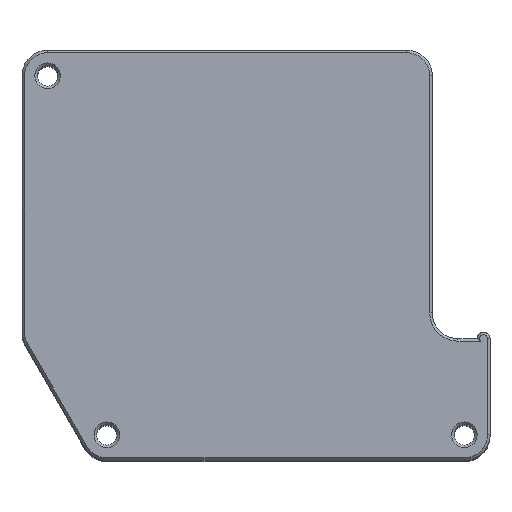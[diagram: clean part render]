
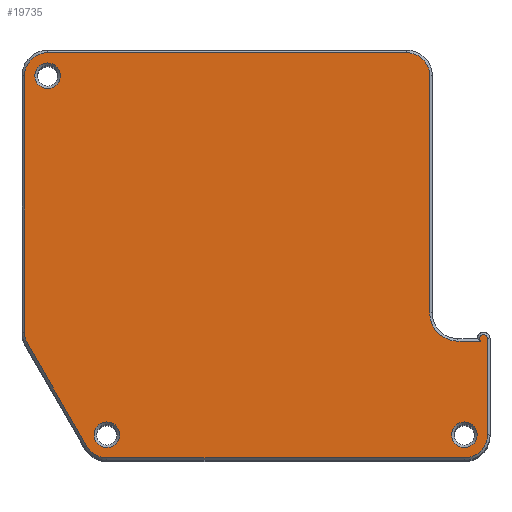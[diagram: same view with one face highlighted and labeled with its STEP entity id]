
A CAD part, top view. The second image highlights one B-rep face of the part: STEP entity #19735.
In plain terms, the highlighted planar face has unit normal (0, 0, 1).
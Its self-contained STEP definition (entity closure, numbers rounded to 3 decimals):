
#19009 = VERTEX_POINT('',#19010);
#19010 = CARTESIAN_POINT('',(30.6,-10.,5.));
#19016 = EDGE_CURVE('',#19009,#19017,#19019,.T.);
#19017 = VERTEX_POINT('',#19018);
#19018 = CARTESIAN_POINT('',(30.6,27.,5.));
#19019 = LINE('',#19020,#19021);
#19020 = CARTESIAN_POINT('',(30.6,-10.,5.));
#19021 = VECTOR('',#19022,1.);
#19022 = DIRECTION('',(0.,1.,0.));
#19601 = VERTEX_POINT('',#19602);
#19602 = CARTESIAN_POINT('',(35.,-14.4,5.));
#19608 = EDGE_CURVE('',#19601,#19009,#19609,.T.);
#19609 = CIRCLE('',#19610,4.4);
#19610 = AXIS2_PLACEMENT_3D('',#19611,#19612,#19613);
#19611 = CARTESIAN_POINT('',(35.,-10.,5.));
#19612 = DIRECTION('',(-0.,-0.,-1.));
#19613 = DIRECTION('',(0.,-1.,0.));
#19735 = ADVANCED_FACE('',(#19736,#19840,#19851,#19862),#19873,.T.);
#19736 = FACE_BOUND('',#19737,.T.);
#19737 = EDGE_LOOP('',(#19738,#19746,#19747,#19748,#19757,#19765,#19774,
    #19782,#19791,#19799,#19808,#19816,#19825,#19833));
#19738 = ORIENTED_EDGE('',*,*,#19739,.T.);
#19739 = EDGE_CURVE('',#19740,#19601,#19742,.T.);
#19740 = VERTEX_POINT('',#19741);
#19741 = CARTESIAN_POINT('',(38.553,-14.4,5.));
#19742 = LINE('',#19743,#19744);
#19743 = CARTESIAN_POINT('',(38.,-14.4,5.));
#19744 = VECTOR('',#19745,1.);
#19745 = DIRECTION('',(-1.,0.,0.));
#19746 = ORIENTED_EDGE('',*,*,#19608,.T.);
#19747 = ORIENTED_EDGE('',*,*,#19016,.T.);
#19748 = ORIENTED_EDGE('',*,*,#19749,.T.);
#19749 = EDGE_CURVE('',#19017,#19750,#19752,.T.);
#19750 = VERTEX_POINT('',#19751);
#19751 = CARTESIAN_POINT('',(27.,30.6,5.));
#19752 = CIRCLE('',#19753,3.6);
#19753 = AXIS2_PLACEMENT_3D('',#19754,#19755,#19756);
#19754 = CARTESIAN_POINT('',(27.,27.,5.));
#19755 = DIRECTION('',(0.,0.,1.));
#19756 = DIRECTION('',(1.,0.,-0.));
#19757 = ORIENTED_EDGE('',*,*,#19758,.T.);
#19758 = EDGE_CURVE('',#19750,#19759,#19761,.T.);
#19759 = VERTEX_POINT('',#19760);
#19760 = CARTESIAN_POINT('',(-29.,30.6,5.));
#19761 = LINE('',#19762,#19763);
#19762 = CARTESIAN_POINT('',(27.,30.6,5.));
#19763 = VECTOR('',#19764,1.);
#19764 = DIRECTION('',(-1.,0.,0.));
#19765 = ORIENTED_EDGE('',*,*,#19766,.T.);
#19766 = EDGE_CURVE('',#19759,#19767,#19769,.T.);
#19767 = VERTEX_POINT('',#19768);
#19768 = CARTESIAN_POINT('',(-32.6,27.,5.));
#19769 = CIRCLE('',#19770,3.6);
#19770 = AXIS2_PLACEMENT_3D('',#19771,#19772,#19773);
#19771 = CARTESIAN_POINT('',(-29.,27.,5.));
#19772 = DIRECTION('',(0.,-0.,1.));
#19773 = DIRECTION('',(0.,1.,0.));
#19774 = ORIENTED_EDGE('',*,*,#19775,.T.);
#19775 = EDGE_CURVE('',#19767,#19776,#19778,.T.);
#19776 = VERTEX_POINT('',#19777);
#19777 = CARTESIAN_POINT('',(-32.6,-13.,5.));
#19778 = LINE('',#19779,#19780);
#19779 = CARTESIAN_POINT('',(-32.6,27.,5.));
#19780 = VECTOR('',#19781,1.);
#19781 = DIRECTION('',(0.,-1.,0.));
#19782 = ORIENTED_EDGE('',*,*,#19783,.T.);
#19783 = EDGE_CURVE('',#19776,#19784,#19786,.T.);
#19784 = VERTEX_POINT('',#19785);
#19785 = CARTESIAN_POINT('',(-32.118,-14.8,5.));
#19786 = CIRCLE('',#19787,3.6);
#19787 = AXIS2_PLACEMENT_3D('',#19788,#19789,#19790);
#19788 = CARTESIAN_POINT('',(-29.,-13.,5.));
#19789 = DIRECTION('',(0.,0.,1.));
#19790 = DIRECTION('',(-1.,0.,0.));
#19791 = ORIENTED_EDGE('',*,*,#19792,.T.);
#19792 = EDGE_CURVE('',#19784,#19793,#19795,.T.);
#19793 = VERTEX_POINT('',#19794);
#19794 = CARTESIAN_POINT('',(-22.88,-30.8,5.));
#19795 = LINE('',#19796,#19797);
#19796 = CARTESIAN_POINT('',(-32.118,-14.8,5.));
#19797 = VECTOR('',#19798,1.);
#19798 = DIRECTION('',(0.5,-0.866,0.));
#19799 = ORIENTED_EDGE('',*,*,#19800,.T.);
#19800 = EDGE_CURVE('',#19793,#19801,#19803,.T.);
#19801 = VERTEX_POINT('',#19802);
#19802 = CARTESIAN_POINT('',(-19.762,-32.6,5.));
#19803 = CIRCLE('',#19804,3.6);
#19804 = AXIS2_PLACEMENT_3D('',#19805,#19806,#19807);
#19805 = CARTESIAN_POINT('',(-19.762,-29.,5.));
#19806 = DIRECTION('',(0.,0.,1.));
#19807 = DIRECTION('',(-0.866,-0.5,0.));
#19808 = ORIENTED_EDGE('',*,*,#19809,.T.);
#19809 = EDGE_CURVE('',#19801,#19810,#19812,.T.);
#19810 = VERTEX_POINT('',#19811);
#19811 = CARTESIAN_POINT('',(36.,-32.6,5.));
#19812 = LINE('',#19813,#19814);
#19813 = CARTESIAN_POINT('',(-19.762,-32.6,5.));
#19814 = VECTOR('',#19815,1.);
#19815 = DIRECTION('',(1.,0.,0.));
#19816 = ORIENTED_EDGE('',*,*,#19817,.T.);
#19817 = EDGE_CURVE('',#19810,#19818,#19820,.T.);
#19818 = VERTEX_POINT('',#19819);
#19819 = CARTESIAN_POINT('',(39.6,-29.,5.));
#19820 = CIRCLE('',#19821,3.6);
#19821 = AXIS2_PLACEMENT_3D('',#19822,#19823,#19824);
#19822 = CARTESIAN_POINT('',(36.,-29.,5.));
#19823 = DIRECTION('',(-0.,0.,1.));
#19824 = DIRECTION('',(0.,-1.,0.));
#19825 = ORIENTED_EDGE('',*,*,#19826,.T.);
#19826 = EDGE_CURVE('',#19818,#19827,#19829,.T.);
#19827 = VERTEX_POINT('',#19828);
#19828 = CARTESIAN_POINT('',(39.6,-14.,5.));
#19829 = LINE('',#19830,#19831);
#19830 = CARTESIAN_POINT('',(39.6,-29.,5.));
#19831 = VECTOR('',#19832,1.);
#19832 = DIRECTION('',(0.,1.,0.));
#19833 = ORIENTED_EDGE('',*,*,#19834,.T.);
#19834 = EDGE_CURVE('',#19827,#19740,#19835,.T.);
#19835 = CIRCLE('',#19836,0.6);
#19836 = AXIS2_PLACEMENT_3D('',#19837,#19838,#19839);
#19837 = CARTESIAN_POINT('',(39.,-14.,5.));
#19838 = DIRECTION('',(0.,0.,1.));
#19839 = DIRECTION('',(1.,0.,-0.));
#19840 = FACE_BOUND('',#19841,.T.);
#19841 = EDGE_LOOP('',(#19842));
#19842 = ORIENTED_EDGE('',*,*,#19843,.F.);
#19843 = EDGE_CURVE('',#19844,#19844,#19846,.T.);
#19844 = VERTEX_POINT('',#19845);
#19845 = CARTESIAN_POINT('',(-27.,27.,5.));
#19846 = CIRCLE('',#19847,2.);
#19847 = AXIS2_PLACEMENT_3D('',#19848,#19849,#19850);
#19848 = CARTESIAN_POINT('',(-29.,27.,5.));
#19849 = DIRECTION('',(0.,0.,1.));
#19850 = DIRECTION('',(1.,0.,-0.));
#19851 = FACE_BOUND('',#19852,.T.);
#19852 = EDGE_LOOP('',(#19853));
#19853 = ORIENTED_EDGE('',*,*,#19854,.F.);
#19854 = EDGE_CURVE('',#19855,#19855,#19857,.T.);
#19855 = VERTEX_POINT('',#19856);
#19856 = CARTESIAN_POINT('',(38.,-29.,5.));
#19857 = CIRCLE('',#19858,2.);
#19858 = AXIS2_PLACEMENT_3D('',#19859,#19860,#19861);
#19859 = CARTESIAN_POINT('',(36.,-29.,5.));
#19860 = DIRECTION('',(0.,0.,1.));
#19861 = DIRECTION('',(1.,0.,-0.));
#19862 = FACE_BOUND('',#19863,.T.);
#19863 = EDGE_LOOP('',(#19864));
#19864 = ORIENTED_EDGE('',*,*,#19865,.F.);
#19865 = EDGE_CURVE('',#19866,#19866,#19868,.T.);
#19866 = VERTEX_POINT('',#19867);
#19867 = CARTESIAN_POINT('',(-17.762,-29.,5.));
#19868 = CIRCLE('',#19869,2.);
#19869 = AXIS2_PLACEMENT_3D('',#19870,#19871,#19872);
#19870 = CARTESIAN_POINT('',(-19.762,-29.,5.));
#19871 = DIRECTION('',(0.,0.,1.));
#19872 = DIRECTION('',(1.,0.,-0.));
#19873 = PLANE('',#19874);
#19874 = AXIS2_PLACEMENT_3D('',#19875,#19876,#19877);
#19875 = CARTESIAN_POINT('',(3.106,-1.581,5.));
#19876 = DIRECTION('',(0.,0.,1.));
#19877 = DIRECTION('',(1.,0.,0.));
